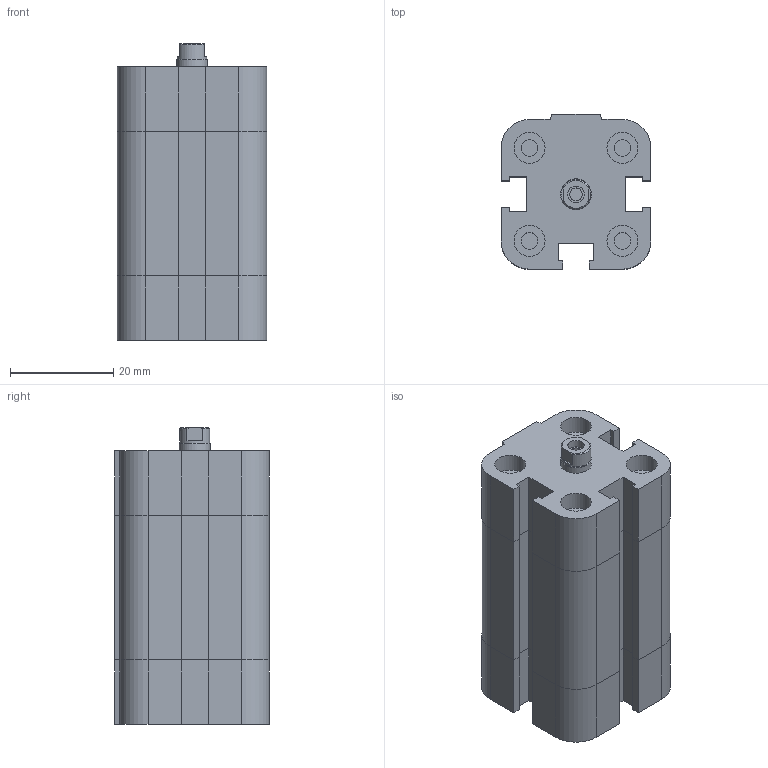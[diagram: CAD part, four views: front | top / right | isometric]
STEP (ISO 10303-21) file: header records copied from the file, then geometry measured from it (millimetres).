
FILE_DESCRIPTION((''),'2;1');
FILE_NAME('1581_12_0015_01_1.stp','2008-12-19T15:36:52',('rivolro1'),(''),'Autodesk Inventor 2009','Autodesk Inventor 2009','');
FILE_SCHEMA(('AUTOMOTIVE_DESIGN { 1 0 10303 214 1 1 1 1 }'));
Length unit declared in the file: millimetre
Products named in the file (3): 1581_12_0015_01_1; 1581_12_0015_01_1_C; 1561_12_0015_01_1_S
Assembly tree (2 placements, depth 2):
  1581_12_0015_01_1
    1581_12_0015_01_1_C
    1561_12_0015_01_1_S
Bounding box: 29 x 30 x 57.5 mm (x, y, z)
Volume: 36829.9 mm3; surface area: 12734.6 mm2
Topology: 2 solids, 2 shells, 163 faces, 349 edges, 211 vertices
Faces by surface type: plane 112, bspline 26, cylinder 22, cone 3
Full cylindrical faces by diameter (mm): 3.242 x4, 5.8 x1, 6 x5
Entity records: 4455 total; most frequent: CARTESIAN_POINT 952, DIRECTION 662, ORIENTED_EDGE 630, EDGE_CURVE 315, VECTOR 244, LINE 244, AXIS2_PLACEMENT_3D 209, EDGE_LOOP 208
